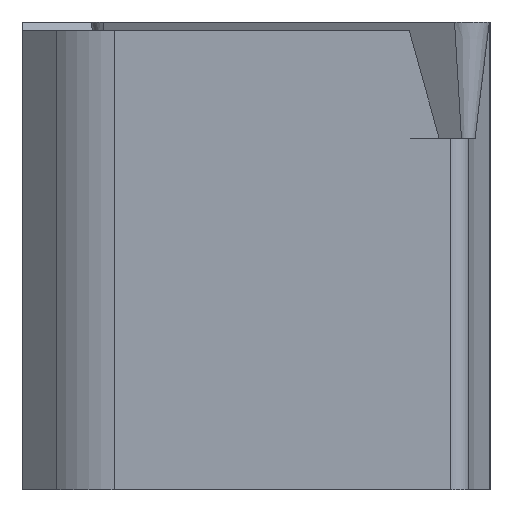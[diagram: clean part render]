
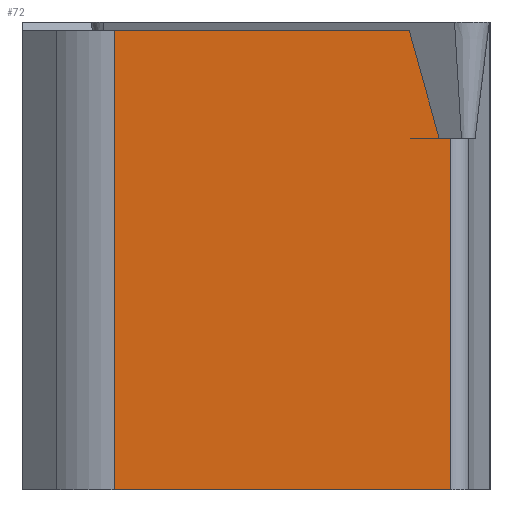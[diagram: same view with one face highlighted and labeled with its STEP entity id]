
A CAD part, left-side view. The second image highlights one B-rep face of the part: STEP entity #72.
In plain terms, the highlighted planar face has unit normal (-0.999, 0.052, 0).
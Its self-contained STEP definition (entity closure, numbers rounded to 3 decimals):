
#72=ADVANCED_FACE('',(#114),#94,.F.);
#94=PLANE('',#479);
#114=FACE_OUTER_BOUND('',#138,.T.);
#138=EDGE_LOOP('',(#207,#208,#209,#210,#211,#212));
#207=ORIENTED_EDGE('',*,*,#343,.T.);
#208=ORIENTED_EDGE('',*,*,#344,.T.);
#209=ORIENTED_EDGE('',*,*,#336,.F.);
#210=ORIENTED_EDGE('',*,*,#345,.F.);
#211=ORIENTED_EDGE('',*,*,#321,.F.);
#212=ORIENTED_EDGE('',*,*,#342,.T.);
#275=VERTEX_POINT('',#633);
#281=VERTEX_POINT('',#645);
#287=VERTEX_POINT('',#666);
#291=VERTEX_POINT('',#675);
#294=VERTEX_POINT('',#687);
#295=VERTEX_POINT('',#691);
#321=EDGE_CURVE('',#281,#275,#377,.T.);
#336=EDGE_CURVE('',#291,#287,#390,.T.);
#342=EDGE_CURVE('',#281,#294,#395,.T.);
#343=EDGE_CURVE('',#294,#295,#396,.T.);
#344=EDGE_CURVE('',#295,#287,#397,.T.);
#345=EDGE_CURVE('',#275,#291,#398,.T.);
#377=LINE('',#646,#424);
#390=LINE('',#676,#437);
#395=LINE('',#688,#442);
#396=LINE('',#690,#443);
#397=LINE('',#692,#444);
#398=LINE('',#693,#445);
#424=VECTOR('',#518,1.);
#437=VECTOR('',#545,1.);
#442=VECTOR('',#558,1.);
#443=VECTOR('',#561,1.);
#444=VECTOR('',#562,1.);
#445=VECTOR('',#563,1.);
#479=AXIS2_PLACEMENT_3D('',#694,#564,#565);
#518=DIRECTION('',(0.052,0.999,0.));
#545=DIRECTION('',(-0.052,-0.999,0.));
#558=DIRECTION('',(0.,0.,1.));
#561=DIRECTION('',(0.052,0.999,0.));
#562=DIRECTION('',(0.014,0.269,0.963));
#563=DIRECTION('',(0.,0.,1.));
#564=DIRECTION('',(0.999,-0.052,0.));
#565=DIRECTION('',(0.052,0.999,0.));
#633=CARTESIAN_POINT('',(2.102,-3.15,-16.));
#645=CARTESIAN_POINT('',(1.5,-14.644,-16.));
#646=CARTESIAN_POINT('',(1.5,-14.644,-16.));
#666=CARTESIAN_POINT('',(1.574,-13.237,-0.3));
#675=CARTESIAN_POINT('',(2.102,-3.15,-0.3));
#676=CARTESIAN_POINT('',(1.5,-14.644,-0.3));
#687=CARTESIAN_POINT('',(1.5,-14.644,-3.97));
#688=CARTESIAN_POINT('',(1.5,-14.644,-30.));
#690=CARTESIAN_POINT('',(1.5,-14.644,-3.97));
#691=CARTESIAN_POINT('',(1.52,-14.263,-3.97));
#692=CARTESIAN_POINT('',(1.165,-21.042,-28.206));
#693=CARTESIAN_POINT('',(2.102,-3.15,-30.));
#694=CARTESIAN_POINT('',(1.5,-14.644,-30.));
